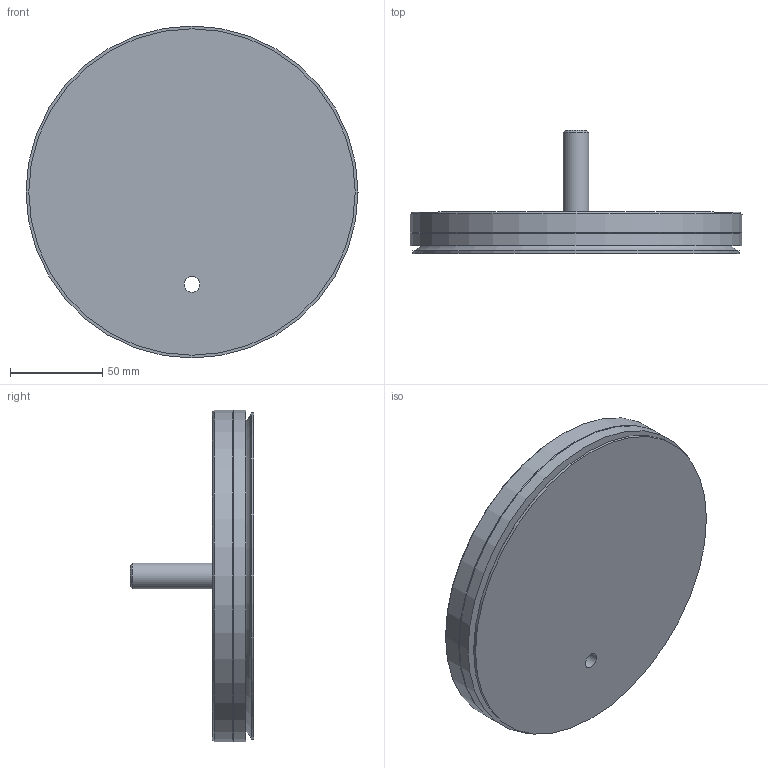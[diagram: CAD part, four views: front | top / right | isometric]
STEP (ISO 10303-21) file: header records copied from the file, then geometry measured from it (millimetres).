
FILE_DESCRIPTION(/* description */ (''),/* implementation_level */ '2;1');
FILE_NAME(/* name */ '3D_vml180nit.stp',/* time_stamp */ '2020-04-17T08:35:55+02:00',/* author */ ('lmacia'),/* organization */ (''),/* preprocessor_version */ 'ST-DEVELOPER v17',/* originating_system */ 'Autodesk Inventor 2019',/* authorisation */ '');
FILE_SCHEMA (('AUTOMOTIVE_DESIGN { 1 0 10303 214 3 1 1 }'));
Length unit declared in the file: millimetre
Products named in the file (1): 3D_vml180nit
Bounding box: 180 x 67 x 180 mm (x, y, z)
Volume: 570128.9 mm3; surface area: 69384.5 mm2
Topology: 1 solids, 1 shells, 15 faces, 39 edges, 29 vertices
Faces by surface type: cylinder 5, plane 5, cone 4, torus 1
Full cylindrical faces by diameter (mm): 8.566 x1, 14 x1, 177 x1, 180 x2
Entity records: 565 total; most frequent: DIRECTION 101, CARTESIAN_POINT 84, ORIENTED_EDGE 78, AXIS2_PLACEMENT_3D 46, EDGE_CURVE 39, CIRCLE 30, VERTEX_POINT 29, EDGE_LOOP 20
